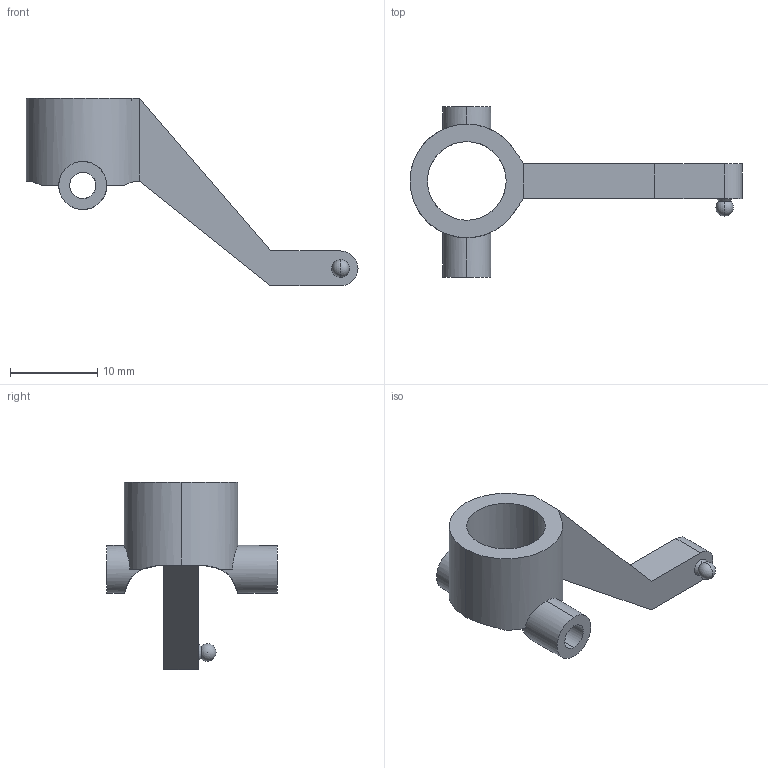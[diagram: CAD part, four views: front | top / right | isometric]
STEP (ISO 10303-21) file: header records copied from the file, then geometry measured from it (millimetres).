
FILE_DESCRIPTION (( 'STEP AP203' ), '1' );
FILE_NAME ('V4_knuckle_arm_left_默认_sldprt.STEP', '2019-01-08T05:43:46', ( '' ), ( '' ), 'SwSTEP 2.0', 'SolidWorks 2016', '' );
FILE_SCHEMA (( 'CONFIG_CONTROL_DESIGN' ));
Length unit declared in the file: millimetre
Products named in the file (1): V4_knuckle_arm_left_默认_sldprt
Bounding box: 38 x 19.5 x 21.5 mm (x, y, z)
Volume: 1352.5 mm3; surface area: 1543.9 mm2
Topology: 1 solids, 1 shells, 34 faces, 102 edges, 67 vertices
Faces by surface type: plane 16, cylinder 13, cone 2, sphere 2, bspline 1
Entity records: 1488 total; most frequent: CARTESIAN_POINT 539, ORIENTED_EDGE 194, DIRECTION 165, EDGE_CURVE 97, VERTEX_POINT 64, AXIS2_PLACEMENT_3D 60, LINE 45, VECTOR 45
